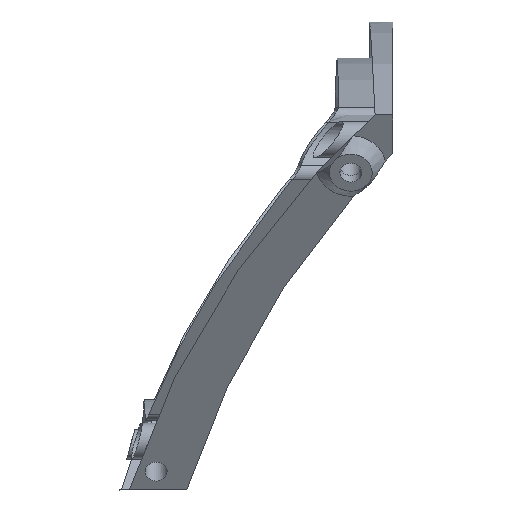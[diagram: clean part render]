
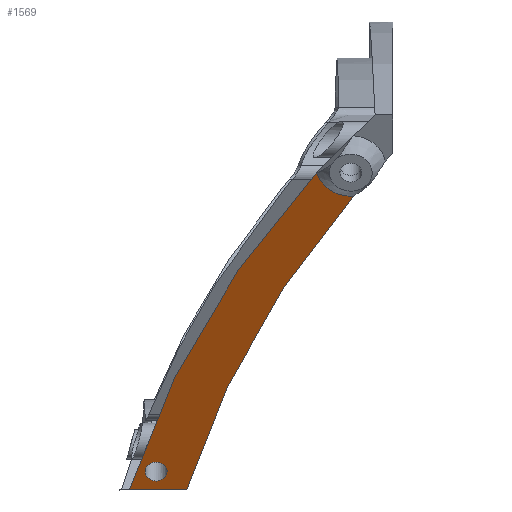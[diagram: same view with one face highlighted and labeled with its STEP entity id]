
A CAD part, left-side view. The second image highlights one B-rep face of the part: STEP entity #1569.
In plain terms, the highlighted planar face has unit normal (-0.866, 0, -0.5).
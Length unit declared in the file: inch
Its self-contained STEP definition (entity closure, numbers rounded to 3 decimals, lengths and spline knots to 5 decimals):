
#43=FACE_BOUND('',#320,.T.);
#69=PLANE('',#1659);
#103=LINE('',#3226,#157);
#157=VECTOR('',#1792,0.3937);
#244=FACE_OUTER_BOUND('',#319,.T.);
#319=EDGE_LOOP('',(#1223,#1224,#1225,#1226));
#320=EDGE_LOOP('',(#1227));
#383=CIRCLE('',#1628,0.30427);
#400=CIRCLE('',#1660,0.095);
#492=B_SPLINE_CURVE_WITH_KNOTS('',3,(#3219,#3220,#3221,#3222,#3223,#3224),
 .UNSPECIFIED.,.F.,.F.,(4,2,4),(0.00518,5.55302,9.1949),
 .UNSPECIFIED.);
#493=B_SPLINE_CURVE_WITH_KNOTS('',3,(#3227,#3228,#3229,#3230,#3231,#3232),
 .UNSPECIFIED.,.F.,.F.,(4,2,4),(0.00519,4.90349,8.44407),
 .UNSPECIFIED.);
#583=VERTEX_POINT('',#1912);
#587=VERTEX_POINT('',#1938);
#681=VERTEX_POINT('',#3218);
#682=VERTEX_POINT('',#3225);
#683=VERTEX_POINT('',#3233);
#779=EDGE_CURVE('',#587,#583,#383,.T.);
#894=EDGE_CURVE('',#681,#587,#492,.T.);
#895=EDGE_CURVE('',#682,#681,#103,.T.);
#896=EDGE_CURVE('',#682,#583,#493,.T.);
#897=EDGE_CURVE('',#683,#683,#400,.T.);
#1223=ORIENTED_EDGE('',*,*,#779,.F.);
#1224=ORIENTED_EDGE('',*,*,#894,.F.);
#1225=ORIENTED_EDGE('',*,*,#895,.F.);
#1226=ORIENTED_EDGE('',*,*,#896,.T.);
#1227=ORIENTED_EDGE('',*,*,#897,.T.);
#1569=ADVANCED_FACE('',(#244,#43),#69,.T.);
#1628=AXIS2_PLACEMENT_3D('',#1945,#1709,#1710);
#1659=AXIS2_PLACEMENT_3D('',#3217,#1790,#1791);
#1660=AXIS2_PLACEMENT_3D('',#3234,#1793,#1794);
#1709=DIRECTION('center_axis',(-0.866,0.,
-0.5));
#1710=DIRECTION('ref_axis',(0.5,0.,-0.866));
#1790=DIRECTION('center_axis',(-0.866,0.,
-0.5));
#1791=DIRECTION('ref_axis',(-0.5,0.,0.866));
#1792=DIRECTION('',(0.,1.,0.));
#1793=DIRECTION('center_axis',(0.866,0.,0.5));
#1794=DIRECTION('ref_axis',(-0.5,0.,0.866));
#1912=CARTESIAN_POINT('',(-2.61709,0.09127,4.53293));
#1938=CARTESIAN_POINT('',(-2.73355,0.41097,4.73464));
#1945=CARTESIAN_POINT('Origin',(-2.76876,0.11496,4.79564));
#3217=CARTESIAN_POINT('Origin',(-1.13652,-0.25,1.9685));
#3218=CARTESIAN_POINT('',(-1.13652,2.04538,1.9685));
#3219=CARTESIAN_POINT('Ctrl Pts',(-1.13652,2.04538,1.9685));
#3220=CARTESIAN_POINT('Ctrl Pts',(-1.48809,1.85655,2.57744));
#3221=CARTESIAN_POINT('Ctrl Pts',(-1.82518,1.57557,3.16131));
#3222=CARTESIAN_POINT('Ctrl Pts',(-2.34921,0.97884,4.06895));
#3223=CARTESIAN_POINT('Ctrl Pts',(-2.54703,0.70926,4.41159));
#3224=CARTESIAN_POINT('Ctrl Pts',(-2.73355,0.41097,4.73464));
#3225=CARTESIAN_POINT('',(-1.13652,1.54538,1.9685));
#3226=CARTESIAN_POINT('',(-1.13652,-0.25,1.9685));
#3227=CARTESIAN_POINT('Ctrl Pts',(-1.13652,1.54538,1.9685));
#3228=CARTESIAN_POINT('Ctrl Pts',(-1.44693,1.37866,2.50615));
#3229=CARTESIAN_POINT('Ctrl Pts',(-1.74619,1.14002,3.02449));
#3230=CARTESIAN_POINT('Ctrl Pts',(-2.23508,0.61998,3.87127));
#3231=CARTESIAN_POINT('Ctrl Pts',(-2.43125,0.36968,4.21105));
#3232=CARTESIAN_POINT('Ctrl Pts',(-2.61709,0.09127,
4.53293));
#3233=CARTESIAN_POINT('',(-1.18183,1.81276,2.04698));
#3234=CARTESIAN_POINT('Origin',(-1.22933,1.81276,2.12926));
